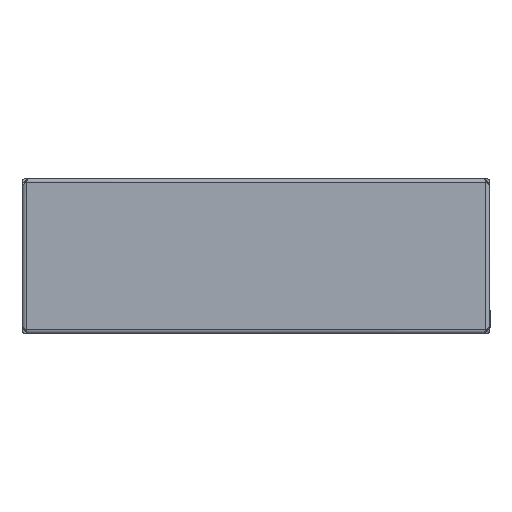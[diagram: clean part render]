
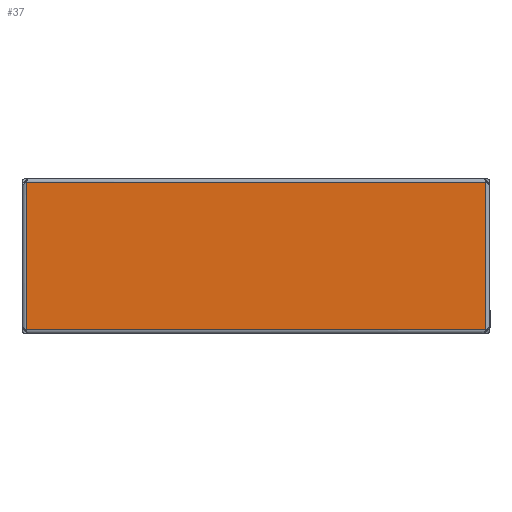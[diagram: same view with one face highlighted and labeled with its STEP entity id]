
A CAD part, front view. The second image highlights one B-rep face of the part: STEP entity #37.
In plain terms, the highlighted planar face has unit normal (0, -1, 0).
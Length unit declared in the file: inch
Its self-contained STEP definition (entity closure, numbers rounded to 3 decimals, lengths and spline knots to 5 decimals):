
#37 = ADVANCED_FACE ( 'NONE', ( #7481 ), #2240, .T. ) ;
#72 = LINE ( 'NONE', #6080, #1372 ) ;
#175 = VERTEX_POINT ( 'NONE', #1856 ) ;
#374 = CARTESIAN_POINT ( 'NONE',  ( -8.83352, 0., 0. ) ) ;
#396 = CARTESIAN_POINT ( 'NONE',  ( -8.83352, 0., -6.66504 ) ) ;
#521 = CARTESIAN_POINT ( 'NONE',  ( -17.9548, 0., 0. ) ) ;
#683 = DIRECTION ( 'NONE',  ( 1., 0., 0. ) ) ;
#894 = CARTESIAN_POINT ( 'NONE',  ( 8.83352, 0., 0. ) ) ;
#920 = CARTESIAN_POINT ( 'NONE',  ( 8.83352, 0., -0.99806 ) ) ;
#1061 = CARTESIAN_POINT ( 'NONE',  ( -17.9548, 0., -0.99806 ) ) ;
#1356 = DIRECTION ( 'NONE',  ( 0., 0., 1. ) ) ;
#1360 = ORIENTED_EDGE ( 'NONE', *, *, #2799, .T. ) ;
#1372 = VECTOR ( 'NONE', #683, 39.37008 ) ;
#1376 = DIRECTION ( 'NONE',  ( 0., 0., -1. ) ) ;
#1525 = VERTEX_POINT ( 'NONE', #920 ) ;
#1631 = DIRECTION ( 'NONE',  ( 0., -1., 0. ) ) ;
#1856 = CARTESIAN_POINT ( 'NONE',  ( 8.83352, 0., -6.66504 ) ) ;
#1975 = EDGE_CURVE ( 'NONE', #2673, #4561, #6127, .T. ) ;
#2071 = ORIENTED_EDGE ( 'NONE', *, *, #6078, .T. ) ;
#2240 = PLANE ( 'NONE',  #2446 ) ;
#2446 = AXIS2_PLACEMENT_3D ( 'NONE', #521, #1631, #2850 ) ;
#2673 = VERTEX_POINT ( 'NONE', #2703 ) ;
#2703 = CARTESIAN_POINT ( 'NONE',  ( -8.83352, 0., -0.99806 ) ) ;
#2799 = EDGE_CURVE ( 'NONE', #1525, #2673, #4584, .T. ) ;
#2850 = DIRECTION ( 'NONE',  ( 0., 0., -1. ) ) ;
#2895 = DIRECTION ( 'NONE',  ( -1., 0., 0. ) ) ;
#4001 = VECTOR ( 'NONE', #1376, 39.37008 ) ;
#4561 = VERTEX_POINT ( 'NONE', #396 ) ;
#4584 = LINE ( 'NONE', #1061, #6140 ) ;
#5224 = EDGE_LOOP ( 'NONE', ( #5497, #2071, #6704, #1360 ) ) ;
#5497 = ORIENTED_EDGE ( 'NONE', *, *, #1975, .T. ) ;
#6078 = EDGE_CURVE ( 'NONE', #4561, #175, #72, .T. ) ;
#6080 = CARTESIAN_POINT ( 'NONE',  ( -17.9548, 0., -6.66504 ) ) ;
#6127 = LINE ( 'NONE', #374, #4001 ) ;
#6140 = VECTOR ( 'NONE', #2895, 39.37008 ) ;
#6368 = LINE ( 'NONE', #894, #6547 ) ;
#6547 = VECTOR ( 'NONE', #1356, 39.37008 ) ;
#6704 = ORIENTED_EDGE ( 'NONE', *, *, #7374, .T. ) ;
#7374 = EDGE_CURVE ( 'NONE', #175, #1525, #6368, .T. ) ;
#7481 = FACE_OUTER_BOUND ( 'NONE', #5224, .T. ) ;
